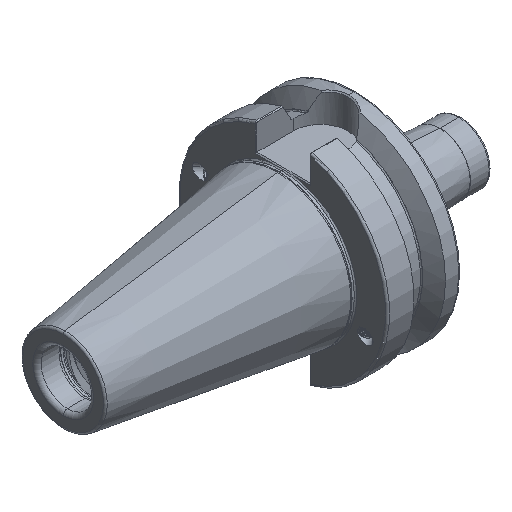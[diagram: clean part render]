
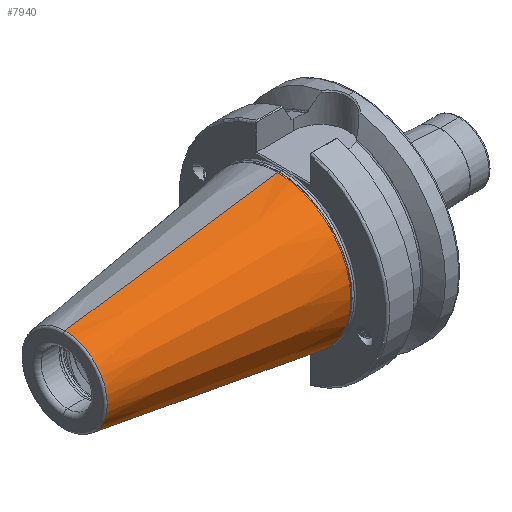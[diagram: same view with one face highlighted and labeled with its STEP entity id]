
A CAD part, isometric view. The second image highlights one B-rep face of the part: STEP entity #7940.
In plain terms, the highlighted conical face has half-angle 8.297 degrees and reference radius 34.998 mm.
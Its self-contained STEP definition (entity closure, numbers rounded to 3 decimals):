
#1135 = CARTESIAN_POINT ( 'NONE',  ( -103.944, 0., -20.204 ) ) ;
#1136 = CARTESIAN_POINT ( 'NONE',  ( -103.944, 0., 20.204 ) ) ;
#1137 = CARTESIAN_POINT ( 'NONE',  ( -2.5, 0., 34.998 ) ) ;
#1138 = CARTESIAN_POINT ( 'NONE',  ( -2.5, 0., -34.998 ) ) ;
#2359 = LINE ( 'NONE', #2360, #7670 ) ;
#2360 = CARTESIAN_POINT ( 'NONE',  ( -2.5, 0., 34.998 ) ) ;
#2361 = DIRECTION ( 'NONE',  ( 0.99, 0., 0.144 ) ) ;
#2365 = LINE ( 'NONE', #2366, #7672 ) ;
#2366 = CARTESIAN_POINT ( 'NONE',  ( -2.5, 0., -34.998 ) ) ;
#2367 = DIRECTION ( 'NONE',  ( 0.99, 0., -0.144 ) ) ;
#2768 = VERTEX_POINT ( 'NONE', #1135 ) ;
#2769 = VERTEX_POINT ( 'NONE', #1136 ) ;
#2770 = VERTEX_POINT ( 'NONE', #1137 ) ;
#2771 = VERTEX_POINT ( 'NONE', #1138 ) ;
#4870 = EDGE_LOOP ( 'NONE', ( #10734, #10735, #10736, #10732 ) ) ;
#5922 = FACE_OUTER_BOUND ( 'NONE', #4870, .T. ) ;
#5925 = AXIS2_PLACEMENT_3D ( 'NONE', #10041, #10042, #10043 ) ;
#7420 = CONICAL_SURFACE ( 'NONE', #5925, 34.998, 0.145 ) ;
#7460 = CIRCLE ( 'NONE', #10147, 34.998 ) ;
#7461 = CIRCLE ( 'NONE', #10148, 20.204 ) ;
#7670 = VECTOR ( 'NONE', #2361, 1000. ) ;
#7672 = VECTOR ( 'NONE', #2367, 1000. ) ;
#7940 = ADVANCED_FACE ( 'NONE', ( #5922 ), #7420, .T. ) ;
#8551 = CARTESIAN_POINT ( 'NONE',  ( -2.5, 0., 0. ) ) ;
#8552 = DIRECTION ( 'NONE',  ( -1., 0., 0. ) ) ;
#8553 = DIRECTION ( 'NONE',  ( 0., 0., 1. ) ) ;
#8554 = CARTESIAN_POINT ( 'NONE',  ( -103.944, 0., 0. ) ) ;
#8555 = DIRECTION ( 'NONE',  ( -1., 0., 0. ) ) ;
#8556 = DIRECTION ( 'NONE',  ( 0., 0., 1. ) ) ;
#10041 = CARTESIAN_POINT ( 'NONE',  ( -2.5, 0., 0. ) ) ;
#10042 = DIRECTION ( 'NONE',  ( 1., 0., 0. ) ) ;
#10043 = DIRECTION ( 'NONE',  ( 0., 0., -1. ) ) ;
#10147 = AXIS2_PLACEMENT_3D ( 'NONE', #8551, #8552, #8553 ) ;
#10148 = AXIS2_PLACEMENT_3D ( 'NONE', #8554, #8555, #8556 ) ;
#10732 = ORIENTED_EDGE ( 'NONE', *, *, #10860, .T. ) ;
#10734 = ORIENTED_EDGE ( 'NONE', *, *, #13642, .F. ) ;
#10735 = ORIENTED_EDGE ( 'NONE', *, *, #10861, .F. ) ;
#10736 = ORIENTED_EDGE ( 'NONE', *, *, #13644, .T. ) ;
#10860 = EDGE_CURVE ( 'NONE', #2771, #2770, #7460, .T. ) ;
#10861 = EDGE_CURVE ( 'NONE', #2768, #2769, #7461, .T. ) ;
#13642 = EDGE_CURVE ( 'NONE', #2769, #2770, #2359, .T. ) ;
#13644 = EDGE_CURVE ( 'NONE', #2768, #2771, #2365, .T. ) ;
